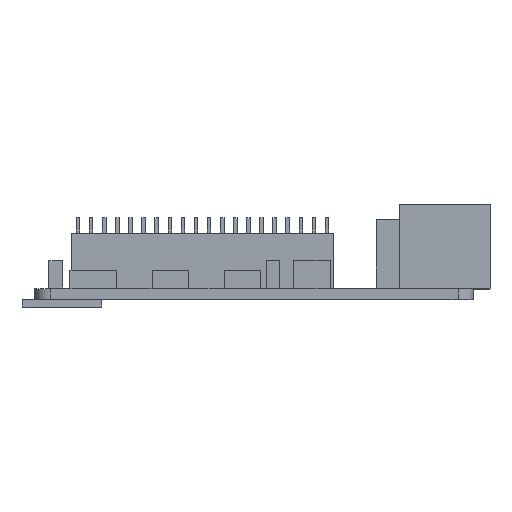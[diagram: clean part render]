
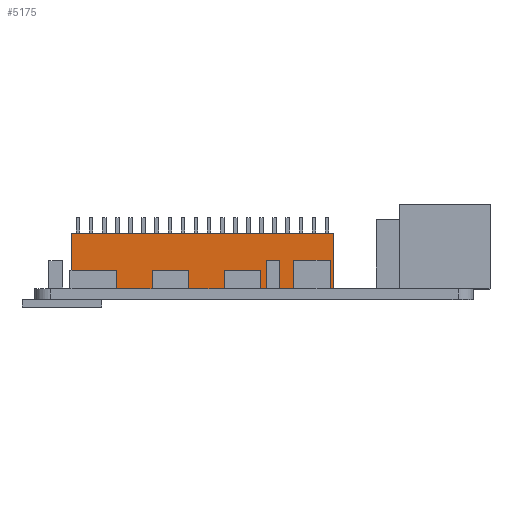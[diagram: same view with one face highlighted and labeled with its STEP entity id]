
A CAD part, top view. The second image highlights one B-rep face of the part: STEP entity #5175.
In plain terms, the highlighted planar face has unit normal (0, 0, 1).
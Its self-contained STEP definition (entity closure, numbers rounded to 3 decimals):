
#28 = VERTEX_POINT ( 'NONE', #8311 ) ;
#234 = AXIS2_PLACEMENT_3D ( 'NONE', #2988, #7616, #3840 ) ;
#237 = CARTESIAN_POINT ( 'NONE',  ( -35.4, 2., -22. ) ) ;
#257 = EDGE_CURVE ( 'NONE', #8342, #4473, #1929, .T. ) ;
#1085 = VECTOR ( 'NONE', #5840, 1000. ) ;
#1454 = VECTOR ( 'NONE', #7487, 1000. ) ;
#1579 = CARTESIAN_POINT ( 'NONE',  ( -35.4, 12.9, -22. ) ) ;
#1906 = LINE ( 'NONE', #2652, #4571 ) ;
#1929 = LINE ( 'NONE', #9757, #1085 ) ;
#2227 = EDGE_CURVE ( 'NONE', #5973, #4473, #2945, .T. ) ;
#2652 = CARTESIAN_POINT ( 'NONE',  ( -35.4, 12.9, -22. ) ) ;
#2945 = LINE ( 'NONE', #6061, #1454 ) ;
#2988 = CARTESIAN_POINT ( 'NONE',  ( -35.4, 12.9, -22. ) ) ;
#3077 = LINE ( 'NONE', #1579, #6607 ) ;
#3369 = CARTESIAN_POINT ( 'NONE',  ( 15.4, 2., -22. ) ) ;
#3840 = DIRECTION ( 'NONE',  ( -1., 0., 0. ) ) ;
#3884 = DIRECTION ( 'NONE',  ( 0., -1., 0. ) ) ;
#4473 = VERTEX_POINT ( 'NONE', #3369 ) ;
#4571 = VECTOR ( 'NONE', #7080, 1000. ) ;
#4609 = EDGE_LOOP ( 'NONE', ( #7836, #9952, #9864, #8552 ) ) ;
#5175 = ADVANCED_FACE ( 'NONE', ( #6203 ), #6809, .F. ) ;
#5591 = CARTESIAN_POINT ( 'NONE',  ( 15.4, 12.9, -22. ) ) ;
#5840 = DIRECTION ( 'NONE',  ( 0., -1., 0. ) ) ;
#5949 = EDGE_CURVE ( 'NONE', #28, #8342, #1906, .T. ) ;
#5973 = VERTEX_POINT ( 'NONE', #237 ) ;
#6061 = CARTESIAN_POINT ( 'NONE',  ( -35.4, 2., -22. ) ) ;
#6203 = FACE_OUTER_BOUND ( 'NONE', #4609, .T. ) ;
#6607 = VECTOR ( 'NONE', #3884, 1000. ) ;
#6809 = PLANE ( 'NONE',  #234 ) ;
#7080 = DIRECTION ( 'NONE',  ( 1., 0., 0. ) ) ;
#7487 = DIRECTION ( 'NONE',  ( 1., 0., 0. ) ) ;
#7616 = DIRECTION ( 'NONE',  ( 0., 0., -1. ) ) ;
#7836 = ORIENTED_EDGE ( 'NONE', *, *, #2227, .T. ) ;
#8311 = CARTESIAN_POINT ( 'NONE',  ( -35.4, 12.9, -22. ) ) ;
#8342 = VERTEX_POINT ( 'NONE', #5591 ) ;
#8552 = ORIENTED_EDGE ( 'NONE', *, *, #9670, .T. ) ;
#9670 = EDGE_CURVE ( 'NONE', #28, #5973, #3077, .T. ) ;
#9757 = CARTESIAN_POINT ( 'NONE',  ( 15.4, 12.9, -22. ) ) ;
#9864 = ORIENTED_EDGE ( 'NONE', *, *, #5949, .F. ) ;
#9952 = ORIENTED_EDGE ( 'NONE', *, *, #257, .F. ) ;
